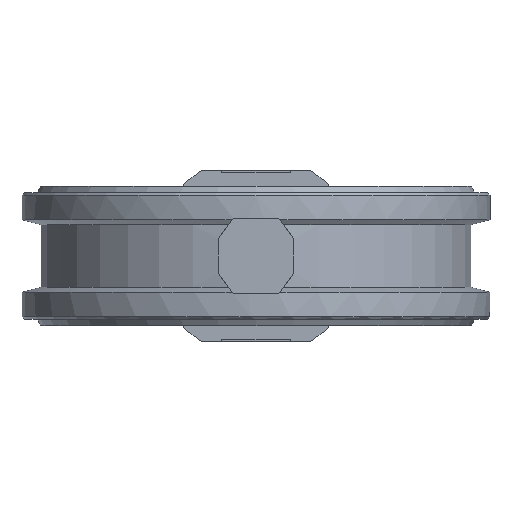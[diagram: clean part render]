
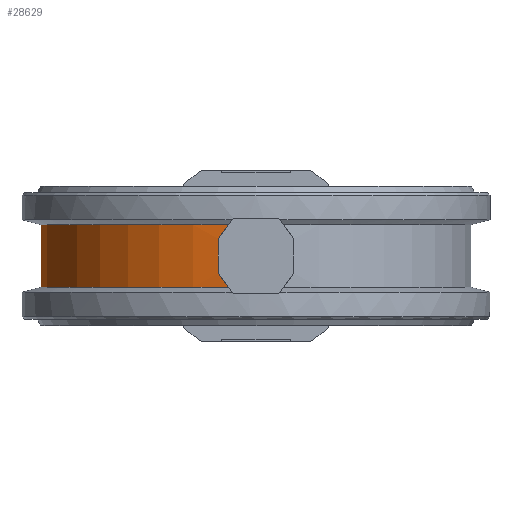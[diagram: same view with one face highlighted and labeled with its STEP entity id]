
A CAD part, front view. The second image highlights one B-rep face of the part: STEP entity #28629.
In plain terms, the highlighted cylindrical face has radius 94.5 mm (diameter 189 mm), a partial arc.
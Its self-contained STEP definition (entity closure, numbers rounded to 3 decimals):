
#562 = VERTEX_POINT ( 'NONE', #23267 ) ;
#822 = AXIS2_PLACEMENT_3D ( 'NONE', #27842, #9828, #30855 ) ;
#1864 = DIRECTION ( 'NONE',  ( 1., 0., 0. ) ) ;
#3447 = FACE_OUTER_BOUND ( 'NONE', #23667, .T. ) ;
#3511 = CARTESIAN_POINT ( 'NONE',  ( -16.5, -93.048, 55.8 ) ) ;
#3785 = VERTEX_POINT ( 'NONE', #6307 ) ;
#4696 = LINE ( 'NONE', #5144, #20797 ) ;
#4708 = CARTESIAN_POINT ( 'NONE',  ( -12.019, -93.733, -13.705 ) ) ;
#5144 = CARTESIAN_POINT ( 'NONE',  ( -56.386, 75.835, 55.8 ) ) ;
#5840 = CARTESIAN_POINT ( 'NONE',  ( -56.386, 75.835, 13.705 ) ) ;
#6307 = CARTESIAN_POINT ( 'NONE',  ( -16.5, -93.048, -7.5 ) ) ;
#6473 = DIRECTION ( 'NONE',  ( 0., 0., 1. ) ) ;
#6766 = ORIENTED_EDGE ( 'NONE', *, *, #39119, .F. ) ;
#7032 = CARTESIAN_POINT ( 'NONE',  ( -12.019, -93.733, 13.705 ) ) ;
#8007 = EDGE_CURVE ( 'NONE', #562, #3785, #19522, .T. ) ;
#9828 = DIRECTION ( 'NONE',  ( 0., 0., 1. ) ) ;
#10120 = CARTESIAN_POINT ( 'NONE',  ( -15.012, -93.312, 9.56 ) ) ;
#11569 = CARTESIAN_POINT ( 'NONE',  ( -56.386, 75.835, -13.705 ) ) ;
#12689 = EDGE_CURVE ( 'NONE', #16309, #21498, #14297, .T. ) ;
#14107 = VERTEX_POINT ( 'NONE', #18359 ) ;
#14297 = CIRCLE ( 'NONE', #822, 94.5 ) ;
#14714 = AXIS2_PLACEMENT_3D ( 'NONE', #38021, #20041, #1864 ) ;
#15062 = ORIENTED_EDGE ( 'NONE', *, *, #30386, .T. ) ;
#16309 = VERTEX_POINT ( 'NONE', #5840 ) ;
#16601 = CIRCLE ( 'NONE', #14714, 94.5 ) ;
#16646 = CARTESIAN_POINT ( 'NONE',  ( -15.012, -93.312, -9.56 ) ) ;
#17072 = CARTESIAN_POINT ( 'NONE',  ( -12.019, -93.733, 13.705 ) ) ;
#17594 =( BOUNDED_CURVE ( )  B_SPLINE_CURVE ( 3, ( #7032, #28137, #10120, #31141 ),
 .UNSPECIFIED., .F., .T. ) 
 B_SPLINE_CURVE_WITH_KNOTS ( ( 4, 4 ),
 ( 1.698, 1.746 ),
 .UNSPECIFIED. ) 
 CURVE ( )  GEOMETRIC_REPRESENTATION_ITEM ( )  RATIONAL_B_SPLINE_CURVE ( ( 1., 1., 1., 1. ) ) 
 REPRESENTATION_ITEM ( '' )  );
#18359 = CARTESIAN_POINT ( 'NONE',  ( -12.019, -93.733, -13.705 ) ) ;
#18785 = EDGE_CURVE ( 'NONE', #3785, #14107, #29233, .T. ) ;
#19522 = LINE ( 'NONE', #3511, #34560 ) ;
#19956 = AXIS2_PLACEMENT_3D ( 'NONE', #24583, #6473, #24712 ) ;
#20041 = DIRECTION ( 'NONE',  ( 0., 0., 1. ) ) ;
#20106 = DIRECTION ( 'NONE',  ( 0., 0., -1. ) ) ;
#20797 = VECTOR ( 'NONE', #20106, 1000. ) ;
#21498 = VERTEX_POINT ( 'NONE', #17072 ) ;
#21650 = DIRECTION ( 'NONE',  ( 0., 0., -1. ) ) ;
#22828 = CARTESIAN_POINT ( 'NONE',  ( -13.518, -93.54, -11.629 ) ) ;
#23267 = CARTESIAN_POINT ( 'NONE',  ( -16.5, -93.048, 7.5 ) ) ;
#23667 = EDGE_LOOP ( 'NONE', ( #36438, #27639, #15062, #28035, #28233, #6766 ) ) ;
#23808 = CYLINDRICAL_SURFACE ( 'NONE', #19956, 94.5 ) ;
#24583 = CARTESIAN_POINT ( 'NONE',  ( 0., 0., 55.8 ) ) ;
#24658 = VERTEX_POINT ( 'NONE', #11569 ) ;
#24712 = DIRECTION ( 'NONE',  ( 1., 0., 0. ) ) ;
#26288 = EDGE_CURVE ( 'NONE', #16309, #24658, #4696, .T. ) ;
#27639 = ORIENTED_EDGE ( 'NONE', *, *, #26288, .T. ) ;
#27842 = CARTESIAN_POINT ( 'NONE',  ( 0., 0., 13.705 ) ) ;
#28035 = ORIENTED_EDGE ( 'NONE', *, *, #18785, .F. ) ;
#28137 = CARTESIAN_POINT ( 'NONE',  ( -13.518, -93.54, 11.629 ) ) ;
#28233 = ORIENTED_EDGE ( 'NONE', *, *, #8007, .F. ) ;
#28629 = ADVANCED_FACE ( 'NONE', ( #3447 ), #23808, .T. ) ;
#29233 =( BOUNDED_CURVE ( )  B_SPLINE_CURVE ( 3, ( #37765, #16646, #22828, #4708 ),
 .UNSPECIFIED., .F., .T. ) 
 B_SPLINE_CURVE_WITH_KNOTS ( ( 4, 4 ),
 ( 1.395, 1.443 ),
 .UNSPECIFIED. ) 
 CURVE ( )  GEOMETRIC_REPRESENTATION_ITEM ( )  RATIONAL_B_SPLINE_CURVE ( ( 1., 1., 1., 1. ) ) 
 REPRESENTATION_ITEM ( '' )  );
#30386 = EDGE_CURVE ( 'NONE', #24658, #14107, #16601, .T. ) ;
#30855 = DIRECTION ( 'NONE',  ( 1., 0., 0. ) ) ;
#31141 = CARTESIAN_POINT ( 'NONE',  ( -16.5, -93.048, 7.5 ) ) ;
#34560 = VECTOR ( 'NONE', #21650, 1000. ) ;
#36438 = ORIENTED_EDGE ( 'NONE', *, *, #12689, .F. ) ;
#37765 = CARTESIAN_POINT ( 'NONE',  ( -16.5, -93.048, -7.5 ) ) ;
#38021 = CARTESIAN_POINT ( 'NONE',  ( 0., 0., -13.705 ) ) ;
#39119 = EDGE_CURVE ( 'NONE', #21498, #562, #17594, .T. ) ;
